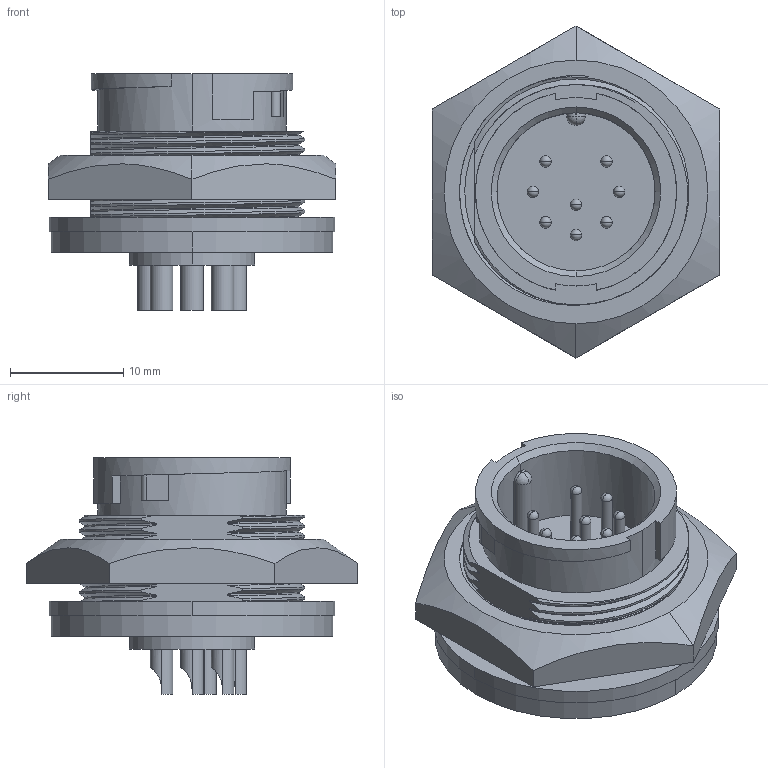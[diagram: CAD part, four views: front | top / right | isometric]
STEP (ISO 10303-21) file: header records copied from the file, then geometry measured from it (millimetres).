
FILE_DESCRIPTION (( 'STEP AP203' ), '1' );
FILE_NAME ('4282-8PG-300.STEP', '2013-03-08T17:06:59', ( 'J0FPBF1' ), ( '' ), 'SwSTEP 2.0', 'SolidWorks 2012', '' );
FILE_SCHEMA (( 'CONFIG_CONTROL_DESIGN' ));
Length unit declared in the file: inch
Products named in the file (1): 4282-8PG-300
Bounding box: 25.4 x 29.33 x 20.93 mm (x, y, z)
Volume: 4827.1 mm3; surface area: 4108.6 mm2
Topology: 2 solids, 2 shells, 361 faces, 969 edges, 630 vertices
Faces by surface type: plane 141, cylinder 102, bspline 96, sphere 16, cone 4, torus 2
Entity records: 20910 total; most frequent: CARTESIAN_POINT 12888, ORIENTED_EDGE 1874, DIRECTION 1284, EDGE_CURVE 937, VERTEX_POINT 614, LINE 504, VECTOR 504, EDGE_LOOP 397
